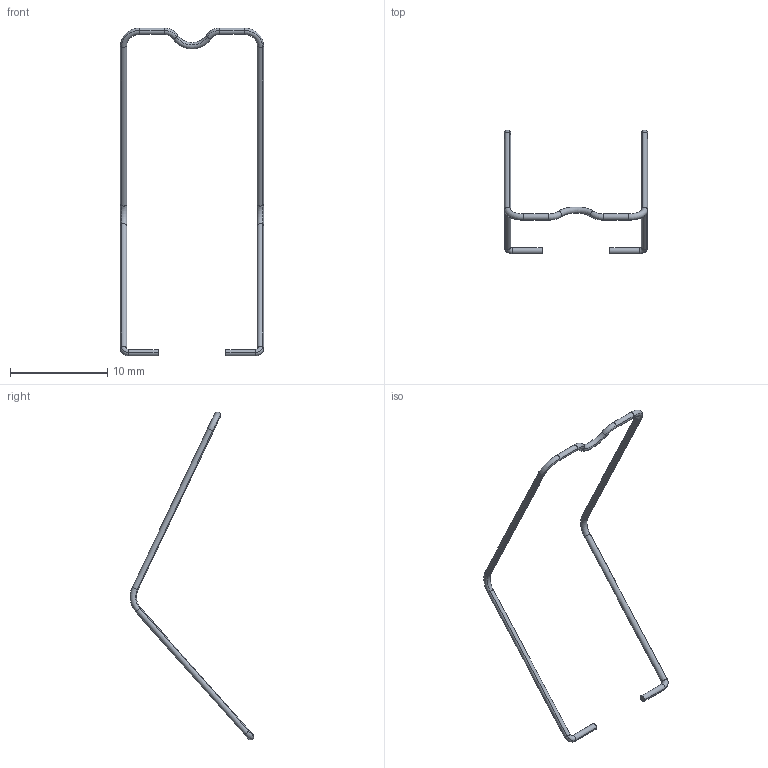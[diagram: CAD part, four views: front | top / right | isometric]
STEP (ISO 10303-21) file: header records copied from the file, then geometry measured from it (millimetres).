
FILE_DESCRIPTION(('CATIA V5R24 STEP','CAx-IF Rec.Pracs.--- Model Styling and Organization---1.2---2011-12-15'),'2;1');
FILE_NAME ('7044875_5', '2016-05-10T11:50:13+00:00', ('Weidmueller Interface'), ('Weidmueller'), 'CATIA Version 5-6 Release 2014 SP4', 'CATIA V5 STEP AP214', 'none');
FILE_SCHEMA(('AUTOMOTIVE_DESIGN { 1 0 10303 214 1 1 1 1 }'));
Length unit declared in the file: millimetre
Products named in the file (1): S3D_SRC_I_CLIP_HM_RCI
Bounding box: 14.75 x 12.74 x 33.75 mm (x, y, z)
Volume: 33.1 mm3; surface area: 204.2 mm2
Topology: 1 solids, 1 shells, 36 faces, 70 edges, 36 vertices
Faces by surface type: torus 18, cylinder 16, plane 2
Entity records: 845 total; most frequent: ORIENTED_EDGE 140, CARTESIAN_POINT 127, DIRECTION 110, AXIS2_PLACEMENT_3D 75, EDGE_CURVE 70, CIRCLE 54, ADVANCED_FACE 36, OVER_RIDING_STYLED_ITEM 36
